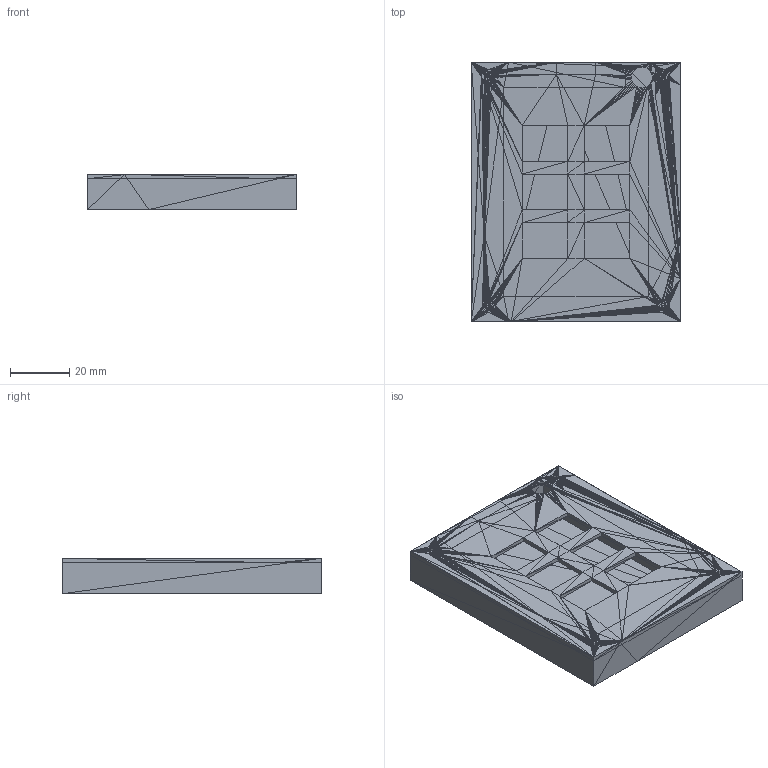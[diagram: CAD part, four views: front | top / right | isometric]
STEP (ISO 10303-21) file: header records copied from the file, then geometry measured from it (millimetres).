
FILE_DESCRIPTION((''),'2;1');
FILE_NAME('hackpad_assembled', '2025-12-03T13:51:55', (''), (''), 'ImageToStl.com STEP Converter','', '');
FILE_SCHEMA(('AUTOMOTIVE_DESIGN_CC2'));
Length unit declared in the file: metre
Products named in the file (1): product0
Bounding box: 71 x 88 x 12 mm (x, y, z)
Surface area: 30579.6 mm2 (no closed solid volume)
Topology: 0 solids, 1858 shells, 1858 faces, 5574 edges, 905 vertices
Faces by surface type: plane 1858
Entity records: 42714 total; most frequent: DIRECTION 9292, ORIENTED_EDGE 5574, EDGE_CURVE 5574, LINE 5574, VECTOR 5574, AXIS2_PLACEMENT_3D 1859, FACE_SURFACE 1858, PLANE 1858
